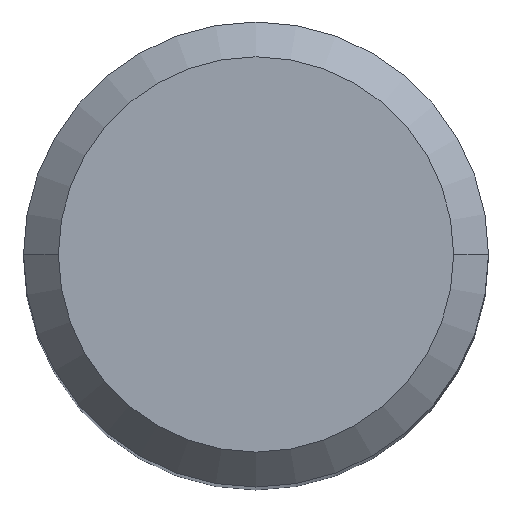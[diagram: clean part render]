
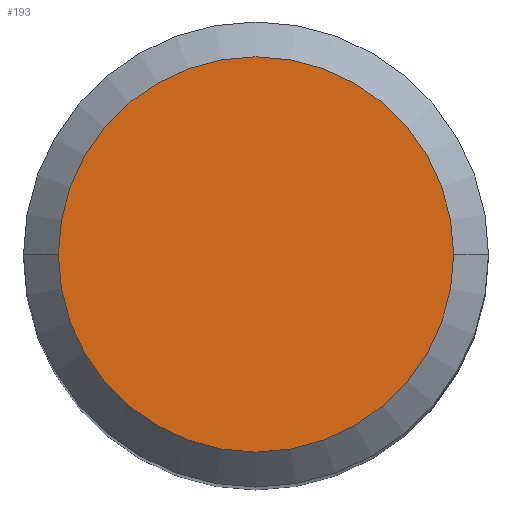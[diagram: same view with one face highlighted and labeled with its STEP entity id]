
A CAD part, top view. The second image highlights one B-rep face of the part: STEP entity #193.
In plain terms, the highlighted planar face has unit normal (0, 0, 1).
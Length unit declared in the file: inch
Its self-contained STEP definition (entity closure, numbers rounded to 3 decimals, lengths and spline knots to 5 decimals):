
#2 = DIRECTION ( 'NONE',  ( 0., 0., -1. ) ) ;
#13 = ORIENTED_EDGE ( 'NONE', *, *, #346, .T. ) ;
#62 = CARTESIAN_POINT ( 'NONE',  ( -0.20077, 0., 0. ) ) ;
#63 = ORIENTED_EDGE ( 'NONE', *, *, #291, .T. ) ;
#69 = CARTESIAN_POINT ( 'NONE',  ( 0., 0., 0. ) ) ;
#90 = AXIS2_PLACEMENT_3D ( 'NONE', #69, #240, #102 ) ;
#99 = VERTEX_POINT ( 'NONE', #372 ) ;
#102 = DIRECTION ( 'NONE',  ( 1., 0., 0. ) ) ;
#171 = CIRCLE ( 'NONE', #201, 0.20077 ) ;
#180 = CARTESIAN_POINT ( 'NONE',  ( 0., 0., 0. ) ) ;
#193 = ADVANCED_FACE ( 'NONE', ( #417 ), #374, .F. ) ;
#201 = AXIS2_PLACEMENT_3D ( 'NONE', #319, #407, #364 ) ;
#240 = DIRECTION ( 'NONE',  ( 0., 0., 1. ) ) ;
#247 = AXIS2_PLACEMENT_3D ( 'NONE', #180, #2, #292 ) ;
#250 = VERTEX_POINT ( 'NONE', #62 ) ;
#268 = CIRCLE ( 'NONE', #90, 0.20077 ) ;
#284 = EDGE_LOOP ( 'NONE', ( #13, #63 ) ) ;
#291 = EDGE_CURVE ( 'NONE', #99, #250, #268, .T. ) ;
#292 = DIRECTION ( 'NONE',  ( -1., 0., 0. ) ) ;
#319 = CARTESIAN_POINT ( 'NONE',  ( 0., 0., 0. ) ) ;
#346 = EDGE_CURVE ( 'NONE', #250, #99, #171, .T. ) ;
#364 = DIRECTION ( 'NONE',  ( 1., 0., 0. ) ) ;
#372 = CARTESIAN_POINT ( 'NONE',  ( 0.20077, 0., 0. ) ) ;
#374 = PLANE ( 'NONE',  #247 ) ;
#407 = DIRECTION ( 'NONE',  ( 0., 0., 1. ) ) ;
#417 = FACE_OUTER_BOUND ( 'NONE', #284, .T. ) ;
